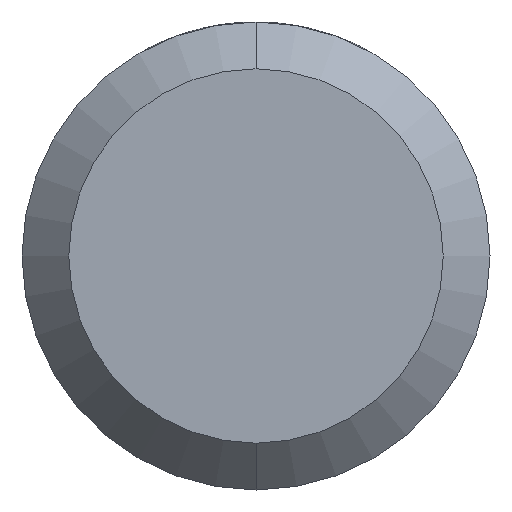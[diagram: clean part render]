
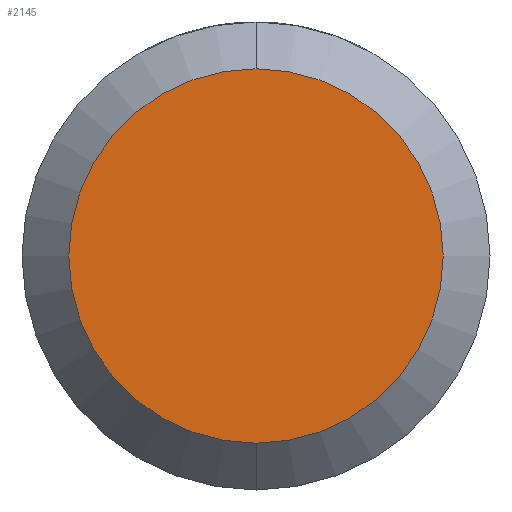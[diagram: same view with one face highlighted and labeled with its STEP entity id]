
A CAD part, front view. The second image highlights one B-rep face of the part: STEP entity #2145.
In plain terms, the highlighted planar face has unit normal (0, -1, 0).
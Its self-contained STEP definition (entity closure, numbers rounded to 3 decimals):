
#176 = EDGE_CURVE ( 'Defeature ausgef�hrt2_7+Defeature ausgef�hrt2_0+Defeature ausgef�hrt2_0+Defeature ausgef�hrt2_0', #2067, #446, #2789, .T. ) ;
#362 = CARTESIAN_POINT ( 'NONE',  ( 0., -40., -1.2 ) ) ;
#446 = VERTEX_POINT ( 'NONE', #1943 ) ;
#644 = PLANE ( 'NONE',  #1694 ) ;
#781 = AXIS2_PLACEMENT_3D ( 'NONE', #3191, #2104, #3140 ) ;
#1172 = DIRECTION ( 'NONE',  ( 0., -1., 0. ) ) ;
#1193 = DIRECTION ( 'NONE',  ( 0., 0., 1. ) ) ;
#1482 = DIRECTION ( 'NONE',  ( 0., 1., 0. ) ) ;
#1694 = AXIS2_PLACEMENT_3D ( 'NONE', #2553, #1482, #1193 ) ;
#1823 = EDGE_CURVE ( 'Defeature ausgef�hrt2_7+Defeature ausgef�hrt2_0+Defeature ausgef�hrt2_0+Defeature ausgef�hrt2_0', #446, #2067, #1881, .T. ) ;
#1881 = CIRCLE ( 'NONE', #2748, 1.2 ) ;
#1943 = CARTESIAN_POINT ( 'NONE',  ( 0., -40., 1.2 ) ) ;
#2067 = VERTEX_POINT ( 'NONE', #362 ) ;
#2104 = DIRECTION ( 'NONE',  ( 0., -1., 0. ) ) ;
#2145 = ADVANCED_FACE ( 'Defeature ausgef�hrt2_7', ( #3394 ), #644, .F. ) ;
#2167 = DIRECTION ( 'NONE',  ( 0., 0., 1. ) ) ;
#2228 = ORIENTED_EDGE ( 'NONE', *, *, #176, .T. ) ;
#2347 = EDGE_LOOP ( 'NONE', ( #3077, #2228 ) ) ;
#2525 = CARTESIAN_POINT ( 'NONE',  ( 0., -40., 0. ) ) ;
#2553 = CARTESIAN_POINT ( 'NONE',  ( 1.5, -40., 0. ) ) ;
#2748 = AXIS2_PLACEMENT_3D ( 'NONE', #2525, #1172, #2167 ) ;
#2789 = CIRCLE ( 'NONE', #781, 1.2 ) ;
#3077 = ORIENTED_EDGE ( 'NONE', *, *, #1823, .T. ) ;
#3140 = DIRECTION ( 'NONE',  ( 0., 0., 1. ) ) ;
#3191 = CARTESIAN_POINT ( 'NONE',  ( 0., -40., 0. ) ) ;
#3394 = FACE_OUTER_BOUND ( 'NONE', #2347, .T. ) ;
